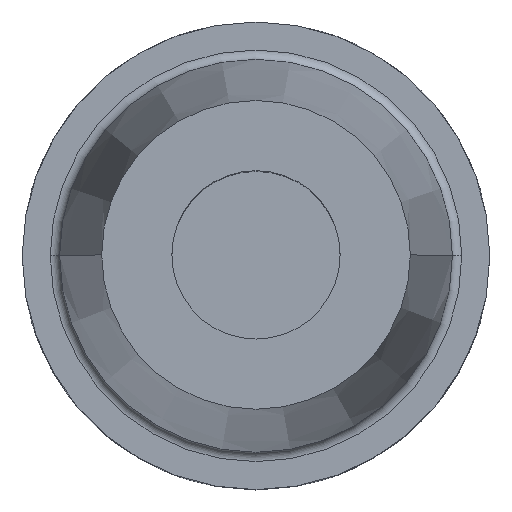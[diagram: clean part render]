
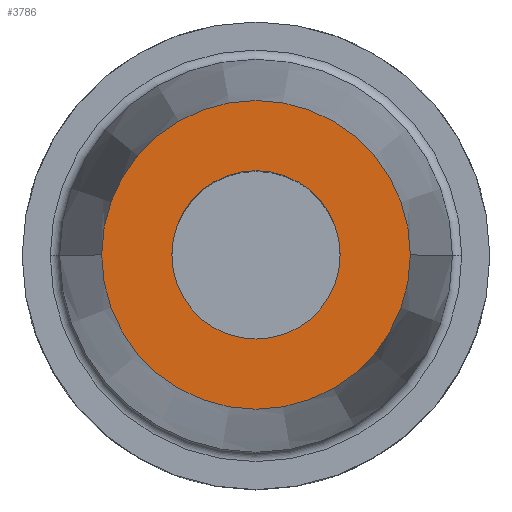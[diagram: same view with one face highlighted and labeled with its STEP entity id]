
A CAD part, top view. The second image highlights one B-rep face of the part: STEP entity #3786.
In plain terms, the highlighted planar face has unit normal (0, 0, 1).
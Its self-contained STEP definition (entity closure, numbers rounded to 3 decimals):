
#272 = VERTEX_POINT ( 'NONE', #2587 ) ;
#290 = CARTESIAN_POINT ( 'NONE',  ( 9., 0., 80. ) ) ;
#300 = EDGE_CURVE ( 'NONE', #4133, #272, #894, .T. ) ;
#305 = CARTESIAN_POINT ( 'NONE',  ( 16.5, 0., 80. ) ) ;
#312 = CIRCLE ( 'NONE', #4022, 9. ) ;
#491 = EDGE_LOOP ( 'NONE', ( #838, #2542 ) ) ;
#562 = EDGE_CURVE ( 'NONE', #4063, #1964, #312, .T. ) ;
#695 = CARTESIAN_POINT ( 'NONE',  ( 0., 0., 80. ) ) ;
#838 = ORIENTED_EDGE ( 'NONE', *, *, #3000, .T. ) ;
#894 = CIRCLE ( 'NONE', #3615, 16.5 ) ;
#1019 = FACE_OUTER_BOUND ( 'NONE', #1510, .T. ) ;
#1033 = CIRCLE ( 'NONE', #3822, 9. ) ;
#1068 = DIRECTION ( 'NONE',  ( -1., 0., 0. ) ) ;
#1451 = ORIENTED_EDGE ( 'NONE', *, *, #2125, .F. ) ;
#1510 = EDGE_LOOP ( 'NONE', ( #1451, #1608 ) ) ;
#1608 = ORIENTED_EDGE ( 'NONE', *, *, #300, .F. ) ;
#1657 = CIRCLE ( 'NONE', #2769, 16.5 ) ;
#1779 = CARTESIAN_POINT ( 'NONE',  ( 0., 0., 80. ) ) ;
#1789 = CARTESIAN_POINT ( 'NONE',  ( 0., 0., 80. ) ) ;
#1794 = DIRECTION ( 'NONE',  ( 0., 0., -1. ) ) ;
#1806 = DIRECTION ( 'NONE',  ( -1., 0., 0. ) ) ;
#1823 = PLANE ( 'NONE',  #4601 ) ;
#1964 = VERTEX_POINT ( 'NONE', #2768 ) ;
#2125 = EDGE_CURVE ( 'NONE', #272, #4133, #1657, .T. ) ;
#2162 = DIRECTION ( 'NONE',  ( -1., 0., 0. ) ) ;
#2184 = CARTESIAN_POINT ( 'NONE',  ( 0., 16.5, 80. ) ) ;
#2192 = DIRECTION ( 'NONE',  ( 0., 0., 1. ) ) ;
#2542 = ORIENTED_EDGE ( 'NONE', *, *, #562, .T. ) ;
#2587 = CARTESIAN_POINT ( 'NONE',  ( -16.5, 0., 80. ) ) ;
#2768 = CARTESIAN_POINT ( 'NONE',  ( -9., 0., 80. ) ) ;
#2769 = AXIS2_PLACEMENT_3D ( 'NONE', #695, #3254, #1068 ) ;
#2841 = FACE_BOUND ( 'NONE', #491, .T. ) ;
#3000 = EDGE_CURVE ( 'NONE', #1964, #4063, #1033, .T. ) ;
#3254 = DIRECTION ( 'NONE',  ( 0., 0., -1. ) ) ;
#3343 = DIRECTION ( 'NONE',  ( 0., 0., -1. ) ) ;
#3359 = CARTESIAN_POINT ( 'NONE',  ( 0., 0., 80. ) ) ;
#3615 = AXIS2_PLACEMENT_3D ( 'NONE', #3359, #3343, #4310 ) ;
#3786 = ADVANCED_FACE ( 'NONE', ( #2841, #1019 ), #1823, .T. ) ;
#3822 = AXIS2_PLACEMENT_3D ( 'NONE', #1789, #4356, #2162 ) ;
#4022 = AXIS2_PLACEMENT_3D ( 'NONE', #1779, #1794, #1806 ) ;
#4063 = VERTEX_POINT ( 'NONE', #290 ) ;
#4133 = VERTEX_POINT ( 'NONE', #305 ) ;
#4310 = DIRECTION ( 'NONE',  ( -1., 0., 0. ) ) ;
#4356 = DIRECTION ( 'NONE',  ( 0., 0., -1. ) ) ;
#4601 = AXIS2_PLACEMENT_3D ( 'NONE', #2184, #2192, #4739 ) ;
#4739 = DIRECTION ( 'NONE',  ( 1., 0., 0. ) ) ;
